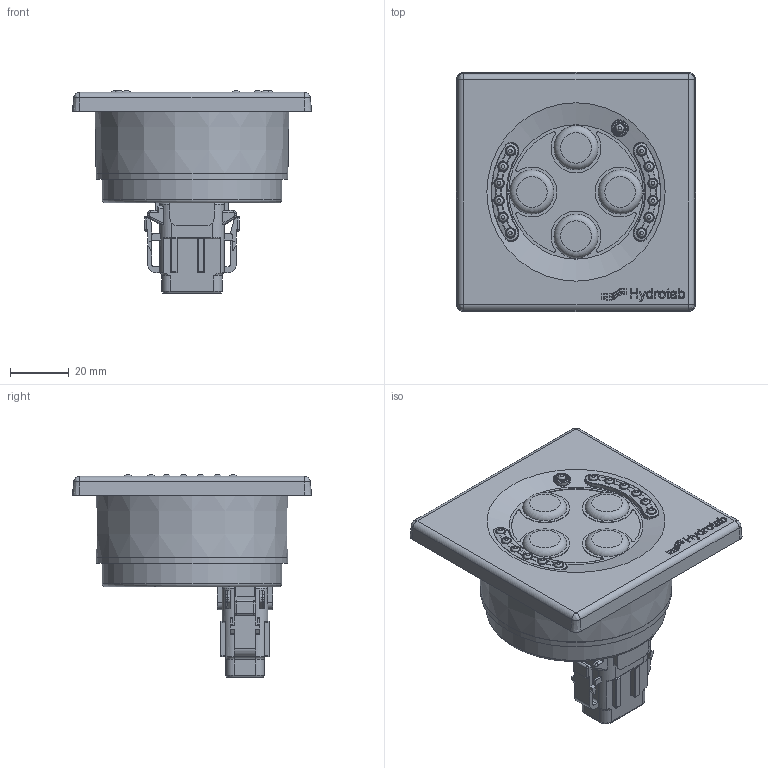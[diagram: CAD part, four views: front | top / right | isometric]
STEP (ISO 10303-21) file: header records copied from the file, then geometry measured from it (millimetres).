
FILE_DESCRIPTION(/* description */ ('STEP AP214'),/* implementation_level */ '2;1');
FILE_NAME(/* name */ '3DHC Controller [ASM-00452].step',/* time_stamp */ '2026-01-08T12:07:11+02:00',/* author */ (''),/* organization */ (''),/* preprocessor_version */ 'ST-DEVELOPER v20.1',/* originating_system */ 'Autodesk Translation Framework v14.21.0.0',/* authorisation */ '');
FILE_SCHEMA (('AUTOMOTIVE_DESIGN { 1 0 10303 214 3 1 1 }'));
Length unit declared in the file: millimetre
Products named in the file (1): ASM-00452
Bounding box: 81.25 x 81.25 x 68.73 mm (x, y, z)
Volume: 143557.7 mm3; surface area: 55518.5 mm2
Topology: 6 solids, 6 shells, 863 faces, 2271 edges, 1457 vertices
Faces by surface type: plane 338, bspline 206, cylinder 205, torus 49, cone 45, sphere 20
Full cylindrical faces by diameter (mm): 1.155 x8, 2.5 x1, 3.5 x13, 3.8 x1, 10 x1, 15 x8, 61 x1, 65 x1
Entity records: 35287 total; most frequent: CARTESIAN_POINT 14774, ORIENTED_EDGE 4520, DIRECTION 3829, EDGE_CURVE 2260, VERTEX_POINT 1457, AXIS2_PLACEMENT_3D 1370, LINE 1089, VECTOR 1089
